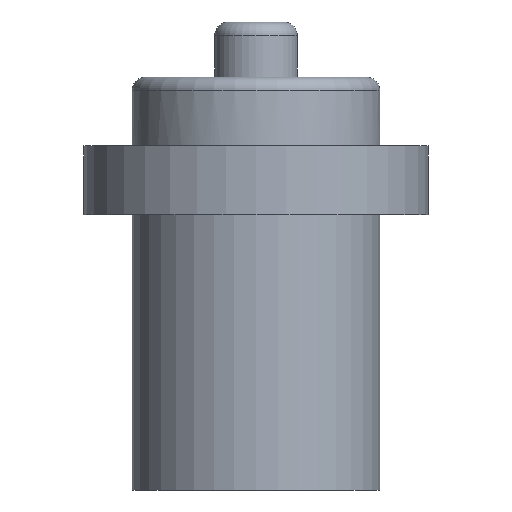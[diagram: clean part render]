
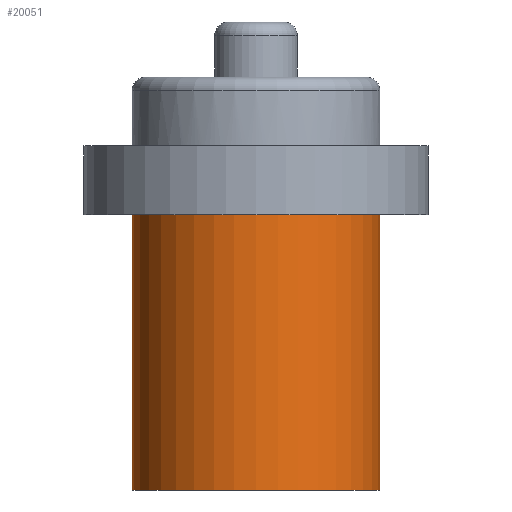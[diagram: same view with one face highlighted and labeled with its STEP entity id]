
A CAD part, front view. The second image highlights one B-rep face of the part: STEP entity #20051.
In plain terms, the highlighted cylindrical face has radius 9 mm (diameter 18 mm), a full revolution.
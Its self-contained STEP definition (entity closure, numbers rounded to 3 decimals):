
#22=CYLINDRICAL_SURFACE('',#20562,9.);
#143=CIRCLE('',#20561,9.);
#144=CIRCLE('',#20563,9.);
#3198=FACE_OUTER_BOUND('',#4324,.T.);
#4324=EDGE_LOOP('',(#18548,#18549,#18550,#18551));
#5933=LINE('',#40358,#7539);
#7539=VECTOR('',#23167,9.);
#9526=VERTEX_POINT('',#40353);
#9527=VERTEX_POINT('',#40356);
#12534=EDGE_CURVE('',#9526,#9526,#143,.T.);
#12535=EDGE_CURVE('',#9527,#9527,#144,.T.);
#12536=EDGE_CURVE('',#9527,#9526,#5933,.T.);
#18548=ORIENTED_EDGE('',*,*,#12535,.F.);
#18549=ORIENTED_EDGE('',*,*,#12536,.T.);
#18550=ORIENTED_EDGE('',*,*,#12534,.T.);
#18551=ORIENTED_EDGE('',*,*,#12536,.F.);
#20051=ADVANCED_FACE('',(#3198),#22,.T.);
#20561=AXIS2_PLACEMENT_3D('',#40354,#23161,#23162);
#20562=AXIS2_PLACEMENT_3D('',#40355,#23163,#23164);
#20563=AXIS2_PLACEMENT_3D('',#40357,#23165,#23166);
#23161=DIRECTION('center_axis',(0.,0.,-1.));
#23162=DIRECTION('ref_axis',(1.,0.,0.));
#23163=DIRECTION('center_axis',(0.,0.,-1.));
#23164=DIRECTION('ref_axis',(0.,1.,0.));
#23165=DIRECTION('center_axis',(0.,0.,-1.));
#23166=DIRECTION('ref_axis',(1.,0.,0.));
#23167=DIRECTION('',(0.,0.,1.));
#40353=CARTESIAN_POINT('',(0.,-9.,20.));
#40354=CARTESIAN_POINT('Origin',(0.,0.,20.));
#40355=CARTESIAN_POINT('Origin',(0.,0.,10.));
#40356=CARTESIAN_POINT('',(0.,-9.,0.));
#40357=CARTESIAN_POINT('Origin',(0.,0.,0.));
#40358=CARTESIAN_POINT('',(0.,-9.,10.));
